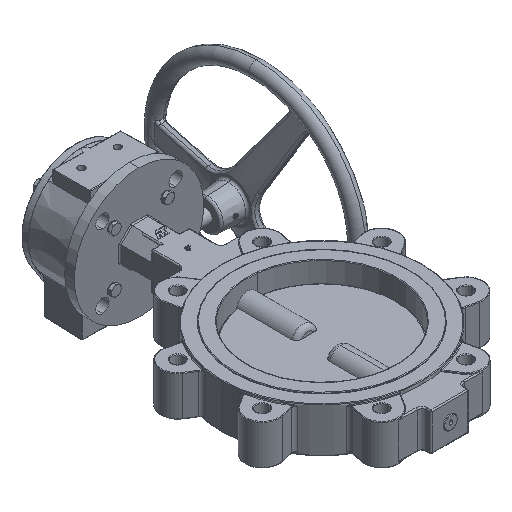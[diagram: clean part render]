
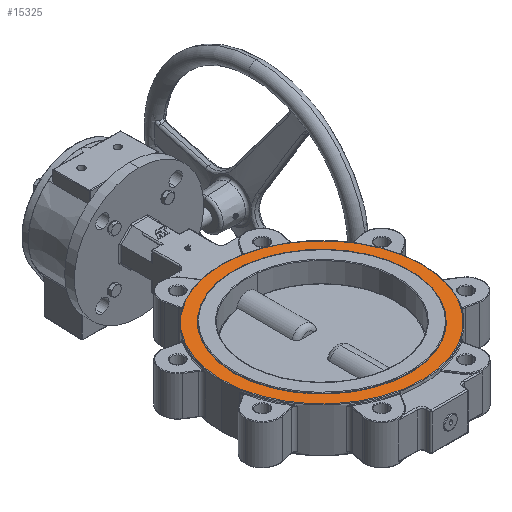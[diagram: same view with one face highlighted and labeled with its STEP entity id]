
A CAD part, isometric view. The second image highlights one B-rep face of the part: STEP entity #15325.
In plain terms, the highlighted planar face has unit normal (0, 0, 1).
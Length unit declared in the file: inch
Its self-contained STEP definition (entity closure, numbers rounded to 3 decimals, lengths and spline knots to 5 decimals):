
#361 = VERTEX_POINT ( 'NONE', #25430 ) ;
#1431 = DIRECTION ( 'NONE',  ( 0., 0., 1. ) ) ;
#2176 = DIRECTION ( 'NONE',  ( 1., 0., 0. ) ) ;
#2602 = AXIS2_PLACEMENT_3D ( 'NONE', #20439, #1431, #31959 ) ;
#5178 = PLANE ( 'NONE',  #2602 ) ;
#6367 = DIRECTION ( 'NONE',  ( 1., 0., 0. ) ) ;
#7465 = VERTEX_POINT ( 'NONE', #19178 ) ;
#7989 = CIRCLE ( 'NONE', #39155, 4.687 ) ;
#8073 = CIRCLE ( 'NONE', #25679, 5.32575 ) ;
#10069 = EDGE_CURVE ( 'NONE', #7465, #361, #7989, .T. ) ;
#13853 = AXIS2_PLACEMENT_3D ( 'NONE', #16797, #35811, #21025 ) ;
#14701 = CARTESIAN_POINT ( 'NONE',  ( 0., 0., 1.1925 ) ) ;
#14891 = DIRECTION ( 'NONE',  ( 0., 0., 1. ) ) ;
#15325 = ADVANCED_FACE ( 'NONE', ( #27955, #43264 ), #5178, .T. ) ;
#15692 = VERTEX_POINT ( 'NONE', #27903 ) ;
#15779 = EDGE_CURVE ( 'NONE', #15692, #22625, #37785, .T. ) ;
#16663 = ORIENTED_EDGE ( 'NONE', *, *, #10069, .F. ) ;
#16797 = CARTESIAN_POINT ( 'NONE',  ( 0., 0., 1.1925 ) ) ;
#19178 = CARTESIAN_POINT ( 'NONE',  ( 4.687, 0., 1.1925 ) ) ;
#19338 = ORIENTED_EDGE ( 'NONE', *, *, #35856, .F. ) ;
#20439 = CARTESIAN_POINT ( 'NONE',  ( 0., 0., 1.1925 ) ) ;
#21025 = DIRECTION ( 'NONE',  ( 1., 0., 0. ) ) ;
#21203 = EDGE_LOOP ( 'NONE', ( #16663, #19338 ) ) ;
#22625 = VERTEX_POINT ( 'NONE', #43895 ) ;
#24340 = EDGE_CURVE ( 'NONE', #22625, #15692, #8073, .T. ) ;
#25430 = CARTESIAN_POINT ( 'NONE',  ( -4.687, 0., 1.1925 ) ) ;
#25679 = AXIS2_PLACEMENT_3D ( 'NONE', #33174, #14891, #29675 ) ;
#27903 = CARTESIAN_POINT ( 'NONE',  ( -5.32575, 0., 1.1925 ) ) ;
#27955 = FACE_OUTER_BOUND ( 'NONE', #33071, .T. ) ;
#29132 = CARTESIAN_POINT ( 'NONE',  ( 0., 0., 1.1925 ) ) ;
#29675 = DIRECTION ( 'NONE',  ( 1., 0., 0. ) ) ;
#29984 = DIRECTION ( 'NONE',  ( 0., 0., 1. ) ) ;
#30678 = CIRCLE ( 'NONE', #13853, 4.687 ) ;
#31148 = ORIENTED_EDGE ( 'NONE', *, *, #15779, .T. ) ;
#31959 = DIRECTION ( 'NONE',  ( 1., 0., 0. ) ) ;
#33071 = EDGE_LOOP ( 'NONE', ( #33899, #31148 ) ) ;
#33174 = CARTESIAN_POINT ( 'NONE',  ( 0., 0., 1.1925 ) ) ;
#33899 = ORIENTED_EDGE ( 'NONE', *, *, #24340, .T. ) ;
#34601 = AXIS2_PLACEMENT_3D ( 'NONE', #29132, #40667, #6367 ) ;
#35811 = DIRECTION ( 'NONE',  ( 0., 0., 1. ) ) ;
#35856 = EDGE_CURVE ( 'NONE', #361, #7465, #30678, .T. ) ;
#37785 = CIRCLE ( 'NONE', #34601, 5.32575 ) ;
#39155 = AXIS2_PLACEMENT_3D ( 'NONE', #14701, #29984, #2176 ) ;
#40667 = DIRECTION ( 'NONE',  ( 0., 0., 1. ) ) ;
#43264 = FACE_BOUND ( 'NONE', #21203, .T. ) ;
#43895 = CARTESIAN_POINT ( 'NONE',  ( 5.32575, 0., 1.1925 ) ) ;
